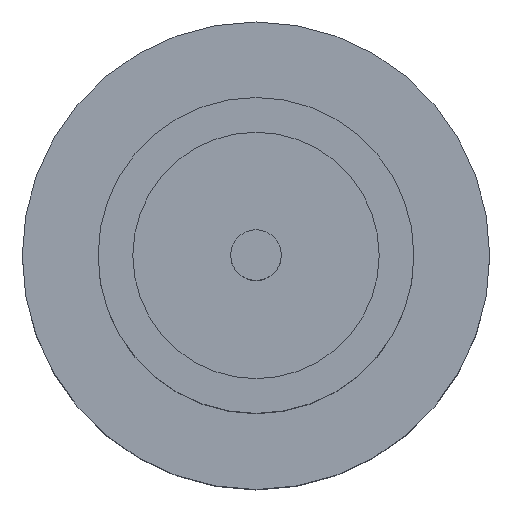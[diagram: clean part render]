
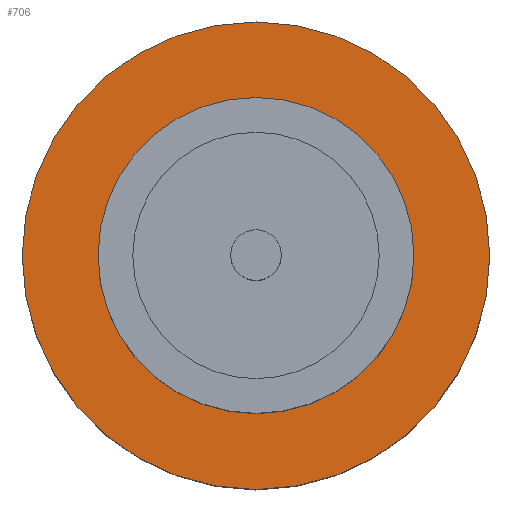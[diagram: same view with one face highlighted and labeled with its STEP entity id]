
A CAD part, top view. The second image highlights one B-rep face of the part: STEP entity #706.
In plain terms, the highlighted planar face has unit normal (0, 0, 1).
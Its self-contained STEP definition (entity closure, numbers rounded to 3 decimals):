
#5 = EDGE_CURVE ( 'NONE', #51, #466, #454, .T. ) ;
#33 = CARTESIAN_POINT ( 'NONE',  ( 0., 0., 1.55 ) ) ;
#39 = CARTESIAN_POINT ( 'NONE',  ( 0., 0., 1.55 ) ) ;
#48 = AXIS2_PLACEMENT_3D ( 'NONE', #421, #214, #158 ) ;
#51 = VERTEX_POINT ( 'NONE', #341 ) ;
#54 = DIRECTION ( 'NONE',  ( 1., 0., 0. ) ) ;
#72 = DIRECTION ( 'NONE',  ( 0., 0., 1. ) ) ;
#118 = AXIS2_PLACEMENT_3D ( 'NONE', #39, #784, #54 ) ;
#125 = ORIENTED_EDGE ( 'NONE', *, *, #358, .T. ) ;
#131 = VERTEX_POINT ( 'NONE', #819 ) ;
#158 = DIRECTION ( 'NONE',  ( 1., 0., 0. ) ) ;
#164 = PLANE ( 'NONE',  #301 ) ;
#191 = DIRECTION ( 'NONE',  ( 1., 0., 0. ) ) ;
#214 = DIRECTION ( 'NONE',  ( 0., 0., 1. ) ) ;
#254 = EDGE_LOOP ( 'NONE', ( #125, #520 ) ) ;
#270 = CIRCLE ( 'NONE', #805, 1.85 ) ;
#301 = AXIS2_PLACEMENT_3D ( 'NONE', #33, #495, #833 ) ;
#312 = EDGE_CURVE ( 'NONE', #839, #131, #848, .T. ) ;
#319 = CARTESIAN_POINT ( 'NONE',  ( 0., 0., 1.55 ) ) ;
#323 = CARTESIAN_POINT ( 'NONE',  ( 0., 0., 1.55 ) ) ;
#341 = CARTESIAN_POINT ( 'NONE',  ( 1.85, 0., 1.55 ) ) ;
#358 = EDGE_CURVE ( 'NONE', #466, #51, #270, .T. ) ;
#386 = EDGE_CURVE ( 'NONE', #131, #839, #422, .T. ) ;
#421 = CARTESIAN_POINT ( 'NONE',  ( 0., 0., 1.55 ) ) ;
#422 = CIRCLE ( 'NONE', #728, 1.25 ) ;
#454 = CIRCLE ( 'NONE', #48, 1.85 ) ;
#464 = CARTESIAN_POINT ( 'NONE',  ( -1.85, 0., 1.55 ) ) ;
#466 = VERTEX_POINT ( 'NONE', #464 ) ;
#495 = DIRECTION ( 'NONE',  ( 0., 0., 1. ) ) ;
#506 = ORIENTED_EDGE ( 'NONE', *, *, #312, .F. ) ;
#520 = ORIENTED_EDGE ( 'NONE', *, *, #5, .T. ) ;
#531 = DIRECTION ( 'NONE',  ( 1., 0., 0. ) ) ;
#553 = FACE_BOUND ( 'NONE', #814, .T. ) ;
#582 = ORIENTED_EDGE ( 'NONE', *, *, #386, .F. ) ;
#591 = DIRECTION ( 'NONE',  ( 0., 0., 1. ) ) ;
#706 = ADVANCED_FACE ( 'NONE', ( #553, #832 ), #164, .T. ) ;
#728 = AXIS2_PLACEMENT_3D ( 'NONE', #319, #591, #191 ) ;
#784 = DIRECTION ( 'NONE',  ( 0., 0., 1. ) ) ;
#805 = AXIS2_PLACEMENT_3D ( 'NONE', #323, #72, #531 ) ;
#814 = EDGE_LOOP ( 'NONE', ( #506, #582 ) ) ;
#819 = CARTESIAN_POINT ( 'NONE',  ( -1.25, 0., 1.55 ) ) ;
#832 = FACE_OUTER_BOUND ( 'NONE', #254, .T. ) ;
#833 = DIRECTION ( 'NONE',  ( 1., 0., 0. ) ) ;
#839 = VERTEX_POINT ( 'NONE', #846 ) ;
#846 = CARTESIAN_POINT ( 'NONE',  ( 1.25, 0., 1.55 ) ) ;
#848 = CIRCLE ( 'NONE', #118, 1.25 ) ;
